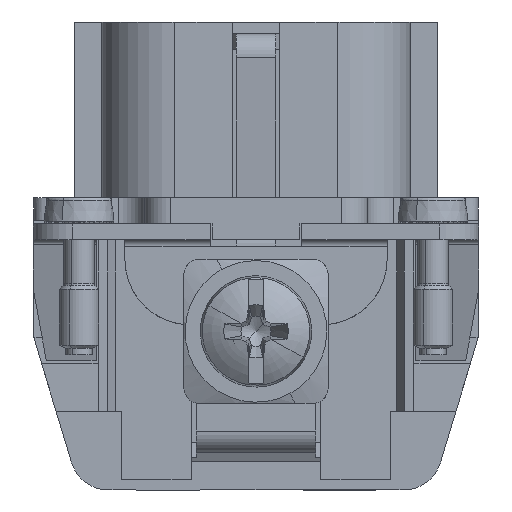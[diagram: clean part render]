
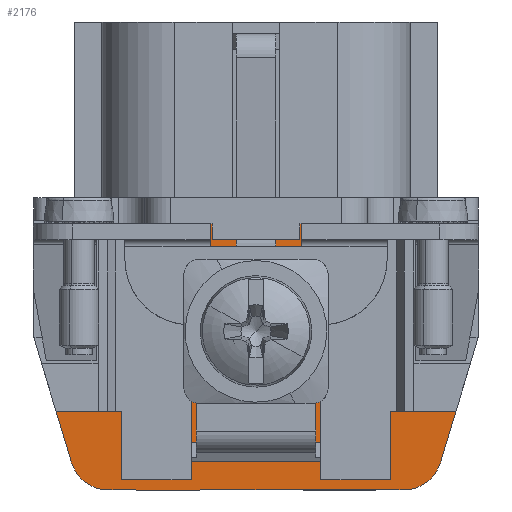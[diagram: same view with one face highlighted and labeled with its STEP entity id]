
A CAD part, front view. The second image highlights one B-rep face of the part: STEP entity #2176.
In plain terms, the highlighted planar face has unit normal (0, -1, 0).
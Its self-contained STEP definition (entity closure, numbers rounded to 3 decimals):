
#2003=AXIS2_PLACEMENT_3D('Plane Axis2P3D',#2000,#2001,#2002) ;
#2105=AXIS2_PLACEMENT_3D('Circle Axis2P3D',#2103,#2104,$) ;
#2133=AXIS2_PLACEMENT_3D('Circle Axis2P3D',#2131,#2132,$) ;
#1799=CARTESIAN_POINT('Vertex',(31.053,15.25,11.561)) ;
#1813=CARTESIAN_POINT('Vertex',(27.3,15.25,11.607)) ;
#1816=CARTESIAN_POINT('Line Origine',(29.177,15.25,11.584)) ;
#1841=CARTESIAN_POINT('Line Origine',(31.053,15.25,8.78)) ;
#1845=CARTESIAN_POINT('Vertex',(31.053,15.25,6.)) ;
#1981=CARTESIAN_POINT('Vertex',(27.243,15.25,0.8)) ;
#1985=CARTESIAN_POINT('Control Point',(27.3,15.25,11.607)) ;
#1986=CARTESIAN_POINT('Control Point',(27.243,15.25,0.8)) ;
#2000=CARTESIAN_POINT('Axis2P3D Location',(17.,15.25,20.3)) ;
#2005=CARTESIAN_POINT('Line Origine',(26.4,15.25,0.8)) ;
#2009=CARTESIAN_POINT('Vertex',(25.557,15.25,0.8)) ;
#2012=CARTESIAN_POINT('Line Origine',(25.548,15.25,2.45)) ;
#2016=CARTESIAN_POINT('Vertex',(25.54,15.25,4.1)) ;
#2019=CARTESIAN_POINT('Line Origine',(23.745,15.25,4.1)) ;
#2023=CARTESIAN_POINT('Vertex',(21.95,15.25,4.1)) ;
#2026=CARTESIAN_POINT('Line Origine',(21.95,15.25,12.2)) ;
#2030=CARTESIAN_POINT('Vertex',(21.95,15.25,20.3)) ;
#2033=CARTESIAN_POINT('Line Origine',(17.,15.25,20.3)) ;
#2037=CARTESIAN_POINT('Vertex',(12.05,15.25,20.3)) ;
#2040=CARTESIAN_POINT('Line Origine',(12.05,15.25,12.2)) ;
#2044=CARTESIAN_POINT('Vertex',(12.05,15.25,4.1)) ;
#2047=CARTESIAN_POINT('Line Origine',(10.255,15.25,4.1)) ;
#2051=CARTESIAN_POINT('Vertex',(8.46,15.25,4.1)) ;
#2054=CARTESIAN_POINT('Line Origine',(8.452,15.25,2.45)) ;
#2058=CARTESIAN_POINT('Vertex',(8.443,15.25,0.8)) ;
#2061=CARTESIAN_POINT('Line Origine',(7.6,15.25,0.8)) ;
#2065=CARTESIAN_POINT('Vertex',(6.757,15.25,0.8)) ;
#2068=CARTESIAN_POINT('Line Origine',(6.729,15.25,6.184)) ;
#2072=CARTESIAN_POINT('Vertex',(6.7,15.25,11.568)) ;
#2075=CARTESIAN_POINT('Line Origine',(4.824,15.25,11.526)) ;
#2079=CARTESIAN_POINT('Vertex',(2.947,15.25,11.483)) ;
#2082=CARTESIAN_POINT('Line Origine',(2.947,15.25,8.742)) ;
#2086=CARTESIAN_POINT('Vertex',(2.947,15.25,6.)) ;
#2089=CARTESIAN_POINT('Line Origine',(2.347,15.25,6.)) ;
#2093=CARTESIAN_POINT('Vertex',(1.747,15.25,6.)) ;
#2096=CARTESIAN_POINT('Line Origine',(2.328,15.25,4.068)) ;
#2100=CARTESIAN_POINT('Vertex',(2.908,15.25,2.137)) ;
#2103=CARTESIAN_POINT('Axis2P3D Location',(5.781,15.25,3.)) ;
#2107=CARTESIAN_POINT('Vertex',(5.781,15.25,0.)) ;
#2110=CARTESIAN_POINT('Line Origine',(7.141,15.25,0.)) ;
#2114=CARTESIAN_POINT('Vertex',(8.5,15.25,0.)) ;
#2117=CARTESIAN_POINT('Line Origine',(17.,15.25,0.)) ;
#2121=CARTESIAN_POINT('Vertex',(25.5,15.25,0.)) ;
#2124=CARTESIAN_POINT('Line Origine',(26.859,15.25,0.)) ;
#2128=CARTESIAN_POINT('Vertex',(28.219,15.25,0.)) ;
#2131=CARTESIAN_POINT('Axis2P3D Location',(28.219,15.25,3.)) ;
#2135=CARTESIAN_POINT('Vertex',(31.092,15.25,2.137)) ;
#2138=CARTESIAN_POINT('Line Origine',(31.672,15.25,4.068)) ;
#2142=CARTESIAN_POINT('Vertex',(32.253,15.25,6.)) ;
#2145=CARTESIAN_POINT('Line Origine',(31.653,15.25,6.)) ;
#1817=DIRECTION('Vector Direction',(-1.,0.,0.012)) ;
#1842=DIRECTION('Vector Direction',(0.,0.,1.)) ;
#2001=DIRECTION('Axis2P3D Direction',(0.,1.,0.)) ;
#2002=DIRECTION('Axis2P3D XDirection',(-1.,0.,0.)) ;
#2006=DIRECTION('Vector Direction',(-1.,0.,0.)) ;
#2013=DIRECTION('Vector Direction',(0.005,0.,-1.)) ;
#2020=DIRECTION('Vector Direction',(-1.,0.,0.)) ;
#2027=DIRECTION('Vector Direction',(0.,0.,1.)) ;
#2034=DIRECTION('Vector Direction',(-1.,0.,0.)) ;
#2041=DIRECTION('Vector Direction',(0.,0.,-1.)) ;
#2048=DIRECTION('Vector Direction',(-1.,0.,0.)) ;
#2055=DIRECTION('Vector Direction',(-0.005,0.,-1.)) ;
#2062=DIRECTION('Vector Direction',(1.,0.,0.)) ;
#2069=DIRECTION('Vector Direction',(0.005,0.,-1.)) ;
#2076=DIRECTION('Vector Direction',(-1.,0.,-0.023)) ;
#2083=DIRECTION('Vector Direction',(0.,0.,1.)) ;
#2090=DIRECTION('Vector Direction',(1.,0.,0.)) ;
#2097=DIRECTION('Vector Direction',(-0.288,0.,0.958)) ;
#2104=DIRECTION('Axis2P3D Direction',(0.,1.,0.)) ;
#2111=DIRECTION('Vector Direction',(1.,0.,0.)) ;
#2118=DIRECTION('Vector Direction',(-1.,0.,0.)) ;
#2125=DIRECTION('Vector Direction',(-1.,0.,0.)) ;
#2132=DIRECTION('Axis2P3D Direction',(0.,1.,0.)) ;
#2139=DIRECTION('Vector Direction',(0.288,0.,0.958)) ;
#2146=DIRECTION('Vector Direction',(-1.,0.,0.)) ;
#1818=VECTOR('Line Direction',#1817,1.) ;
#1843=VECTOR('Line Direction',#1842,1.) ;
#2007=VECTOR('Line Direction',#2006,1.) ;
#2014=VECTOR('Line Direction',#2013,1.) ;
#2021=VECTOR('Line Direction',#2020,1.) ;
#2028=VECTOR('Line Direction',#2027,1.) ;
#2035=VECTOR('Line Direction',#2034,1.) ;
#2042=VECTOR('Line Direction',#2041,1.) ;
#2049=VECTOR('Line Direction',#2048,1.) ;
#2056=VECTOR('Line Direction',#2055,1.) ;
#2063=VECTOR('Line Direction',#2062,1.) ;
#2070=VECTOR('Line Direction',#2069,1.) ;
#2077=VECTOR('Line Direction',#2076,1.) ;
#2084=VECTOR('Line Direction',#2083,1.) ;
#2091=VECTOR('Line Direction',#2090,1.) ;
#2098=VECTOR('Line Direction',#2097,1.) ;
#2112=VECTOR('Line Direction',#2111,1.) ;
#2119=VECTOR('Line Direction',#2118,1.) ;
#2126=VECTOR('Line Direction',#2125,1.) ;
#2140=VECTOR('Line Direction',#2139,1.) ;
#2147=VECTOR('Line Direction',#2146,1.) ;
#2151=ORIENTED_EDGE('',*,*,#1820,.T.) ;
#2152=ORIENTED_EDGE('',*,*,#1987,.T.) ;
#2153=ORIENTED_EDGE('',*,*,#2011,.F.) ;
#2154=ORIENTED_EDGE('',*,*,#2018,.T.) ;
#2155=ORIENTED_EDGE('',*,*,#2025,.F.) ;
#2156=ORIENTED_EDGE('',*,*,#2032,.F.) ;
#2157=ORIENTED_EDGE('',*,*,#2039,.F.) ;
#2158=ORIENTED_EDGE('',*,*,#2046,.F.) ;
#2159=ORIENTED_EDGE('',*,*,#2053,.F.) ;
#2160=ORIENTED_EDGE('',*,*,#2060,.T.) ;
#2161=ORIENTED_EDGE('',*,*,#2067,.F.) ;
#2162=ORIENTED_EDGE('',*,*,#2074,.T.) ;
#2163=ORIENTED_EDGE('',*,*,#2081,.T.) ;
#2164=ORIENTED_EDGE('',*,*,#2088,.F.) ;
#2165=ORIENTED_EDGE('',*,*,#2095,.F.) ;
#2166=ORIENTED_EDGE('',*,*,#2102,.F.) ;
#2167=ORIENTED_EDGE('',*,*,#2109,.F.) ;
#2168=ORIENTED_EDGE('',*,*,#2116,.T.) ;
#2169=ORIENTED_EDGE('',*,*,#2123,.T.) ;
#2170=ORIENTED_EDGE('',*,*,#2130,.T.) ;
#2171=ORIENTED_EDGE('',*,*,#2137,.F.) ;
#2172=ORIENTED_EDGE('',*,*,#2144,.T.) ;
#2173=ORIENTED_EDGE('',*,*,#2149,.F.) ;
#2174=ORIENTED_EDGE('',*,*,#1847,.T.) ;
#2176=ADVANCED_FACE('Hauptk\X2\00F6\X0\rper',(#2175),#2004,.F.) ;
#1984=B_SPLINE_CURVE_WITH_KNOTS('',1,(#1985,#1986),.UNSPECIFIED.,.F.,.U.,(2,2),(-7.007,3.799),.UNSPECIFIED.) ;
#2106=CIRCLE('generated circle',#2105,3.) ;
#2134=CIRCLE('generated circle',#2133,3.) ;
#1820=EDGE_CURVE('',#1800,#1814,#1819,.T.) ;
#1847=EDGE_CURVE('',#1846,#1800,#1844,.T.) ;
#1987=EDGE_CURVE('',#1814,#1982,#1984,.T.) ;
#2011=EDGE_CURVE('',#2010,#1982,#2008,.F.) ;
#2018=EDGE_CURVE('',#2010,#2017,#2015,.F.) ;
#2025=EDGE_CURVE('',#2024,#2017,#2022,.F.) ;
#2032=EDGE_CURVE('',#2031,#2024,#2029,.F.) ;
#2039=EDGE_CURVE('',#2038,#2031,#2036,.F.) ;
#2046=EDGE_CURVE('',#2045,#2038,#2043,.F.) ;
#2053=EDGE_CURVE('',#2052,#2045,#2050,.F.) ;
#2060=EDGE_CURVE('',#2052,#2059,#2057,.T.) ;
#2067=EDGE_CURVE('',#2066,#2059,#2064,.T.) ;
#2074=EDGE_CURVE('',#2066,#2073,#2071,.F.) ;
#2081=EDGE_CURVE('',#2073,#2080,#2078,.T.) ;
#2088=EDGE_CURVE('',#2087,#2080,#2085,.T.) ;
#2095=EDGE_CURVE('',#2094,#2087,#2092,.T.) ;
#2102=EDGE_CURVE('',#2101,#2094,#2099,.T.) ;
#2109=EDGE_CURVE('',#2108,#2101,#2106,.T.) ;
#2116=EDGE_CURVE('',#2108,#2115,#2113,.T.) ;
#2123=EDGE_CURVE('',#2115,#2122,#2120,.F.) ;
#2130=EDGE_CURVE('',#2122,#2129,#2127,.F.) ;
#2137=EDGE_CURVE('',#2136,#2129,#2134,.T.) ;
#2144=EDGE_CURVE('',#2136,#2143,#2141,.T.) ;
#2149=EDGE_CURVE('',#1846,#2143,#2148,.F.) ;
#2150=EDGE_LOOP('',(#2151,#2152,#2153,#2154,#2155,#2156,#2157,#2158,#2159,#2160,#2161,#2162,#2163,#2164,#2165,#2166,#2167,#2168,#2169,#2170,#2171,#2172,#2173,#2174)) ;
#2175=FACE_OUTER_BOUND('',#2150,.T.) ;
#1819=LINE('Line',#1816,#1818) ;
#1844=LINE('Line',#1841,#1843) ;
#2008=LINE('Line',#2005,#2007) ;
#2015=LINE('Line',#2012,#2014) ;
#2022=LINE('Line',#2019,#2021) ;
#2029=LINE('Line',#2026,#2028) ;
#2036=LINE('Line',#2033,#2035) ;
#2043=LINE('Line',#2040,#2042) ;
#2050=LINE('Line',#2047,#2049) ;
#2057=LINE('Line',#2054,#2056) ;
#2064=LINE('Line',#2061,#2063) ;
#2071=LINE('Line',#2068,#2070) ;
#2078=LINE('Line',#2075,#2077) ;
#2085=LINE('Line',#2082,#2084) ;
#2092=LINE('Line',#2089,#2091) ;
#2099=LINE('Line',#2096,#2098) ;
#2113=LINE('Line',#2110,#2112) ;
#2120=LINE('Line',#2117,#2119) ;
#2127=LINE('Line',#2124,#2126) ;
#2141=LINE('Line',#2138,#2140) ;
#2148=LINE('Line',#2145,#2147) ;
#2004=PLANE('',#2003) ;
#1800=VERTEX_POINT('',#1799) ;
#1814=VERTEX_POINT('',#1813) ;
#1846=VERTEX_POINT('',#1845) ;
#1982=VERTEX_POINT('',#1981) ;
#2010=VERTEX_POINT('',#2009) ;
#2017=VERTEX_POINT('',#2016) ;
#2024=VERTEX_POINT('',#2023) ;
#2031=VERTEX_POINT('',#2030) ;
#2038=VERTEX_POINT('',#2037) ;
#2045=VERTEX_POINT('',#2044) ;
#2052=VERTEX_POINT('',#2051) ;
#2059=VERTEX_POINT('',#2058) ;
#2066=VERTEX_POINT('',#2065) ;
#2073=VERTEX_POINT('',#2072) ;
#2080=VERTEX_POINT('',#2079) ;
#2087=VERTEX_POINT('',#2086) ;
#2094=VERTEX_POINT('',#2093) ;
#2101=VERTEX_POINT('',#2100) ;
#2108=VERTEX_POINT('',#2107) ;
#2115=VERTEX_POINT('',#2114) ;
#2122=VERTEX_POINT('',#2121) ;
#2129=VERTEX_POINT('',#2128) ;
#2136=VERTEX_POINT('',#2135) ;
#2143=VERTEX_POINT('',#2142) ;
